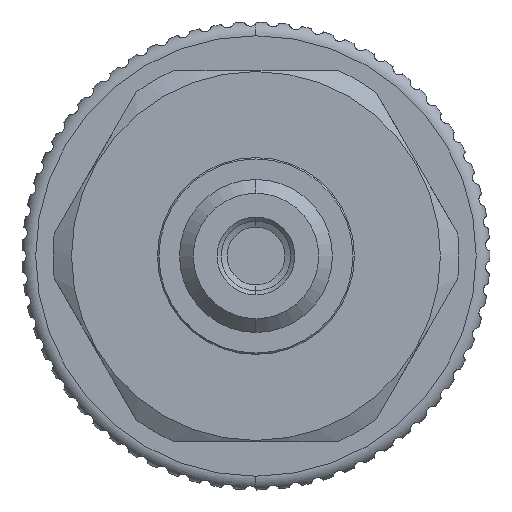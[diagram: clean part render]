
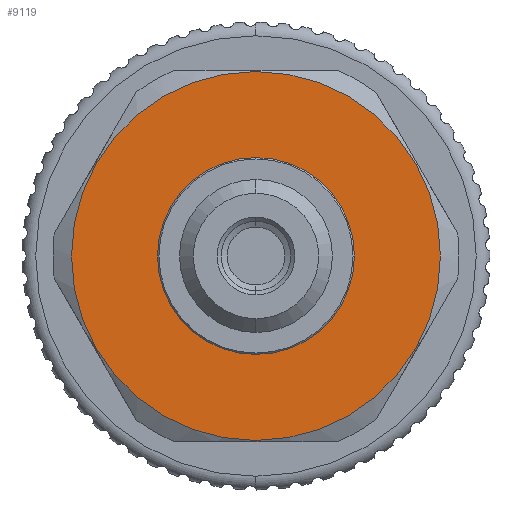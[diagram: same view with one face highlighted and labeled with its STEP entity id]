
A CAD part, front view. The second image highlights one B-rep face of the part: STEP entity #9119.
In plain terms, the highlighted planar face has unit normal (0, -1, 0).
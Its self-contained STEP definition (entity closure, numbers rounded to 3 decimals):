
#234 = CARTESIAN_POINT ( 'NONE',  ( 0., 2.3, 0. ) ) ;
#721 = VERTEX_POINT ( 'NONE', #1204 ) ;
#792 = DIRECTION ( 'NONE',  ( 0., 0., -1. ) ) ;
#803 = ORIENTED_EDGE ( 'NONE', *, *, #15638, .F. ) ;
#1080 = CIRCLE ( 'NONE', #17678, 7.15 ) ;
#1204 = CARTESIAN_POINT ( 'NONE',  ( 0., 2.3, -13.4 ) ) ;
#1565 = CIRCLE ( 'NONE', #3447, 13.4 ) ;
#1805 = DIRECTION ( 'NONE',  ( 0., 0., -1. ) ) ;
#1893 = VERTEX_POINT ( 'NONE', #12472 ) ;
#1991 = CARTESIAN_POINT ( 'NONE',  ( 0., 2.3, 0. ) ) ;
#3322 = FACE_BOUND ( 'NONE', #15509, .T. ) ;
#3447 = AXIS2_PLACEMENT_3D ( 'NONE', #1991, #12657, #3577 ) ;
#3577 = DIRECTION ( 'NONE',  ( 0., 0., -1. ) ) ;
#4060 = DIRECTION ( 'NONE',  ( 0., 0., -1. ) ) ;
#5679 = EDGE_CURVE ( 'NONE', #1893, #721, #1565, .T. ) ;
#5780 = DIRECTION ( 'NONE',  ( 0., -1., 0. ) ) ;
#6137 = AXIS2_PLACEMENT_3D ( 'NONE', #18915, #9962, #792 ) ;
#6418 = ORIENTED_EDGE ( 'NONE', *, *, #14457, .T. ) ;
#6836 = CIRCLE ( 'NONE', #6137, 13.4 ) ;
#7766 = EDGE_CURVE ( 'NONE', #11550, #12817, #8345, .T. ) ;
#8118 = CARTESIAN_POINT ( 'NONE',  ( 0., 2.3, 7.15 ) ) ;
#8345 = CIRCLE ( 'NONE', #17335, 7.15 ) ;
#9119 = ADVANCED_FACE ( 'NONE', ( #14904, #3322 ), #17536, .T. ) ;
#9962 = DIRECTION ( 'NONE',  ( 0., -1., 0. ) ) ;
#10957 = DIRECTION ( 'NONE',  ( 0., -1., 0. ) ) ;
#11550 = VERTEX_POINT ( 'NONE', #8118 ) ;
#12472 = CARTESIAN_POINT ( 'NONE',  ( 0., 2.3, 13.4 ) ) ;
#12657 = DIRECTION ( 'NONE',  ( 0., -1., 0. ) ) ;
#12817 = VERTEX_POINT ( 'NONE', #17083 ) ;
#13116 = DIRECTION ( 'NONE',  ( 0., -1., 0. ) ) ;
#13158 = EDGE_LOOP ( 'NONE', ( #16253, #6418 ) ) ;
#14457 = EDGE_CURVE ( 'NONE', #721, #1893, #6836, .T. ) ;
#14784 = CARTESIAN_POINT ( 'NONE',  ( 0., 2.3, 0. ) ) ;
#14904 = FACE_OUTER_BOUND ( 'NONE', #13158, .T. ) ;
#15509 = EDGE_LOOP ( 'NONE', ( #803, #16010 ) ) ;
#15638 = EDGE_CURVE ( 'NONE', #12817, #11550, #1080, .T. ) ;
#16010 = ORIENTED_EDGE ( 'NONE', *, *, #7766, .F. ) ;
#16246 = DIRECTION ( 'NONE',  ( 0., 0., -1. ) ) ;
#16253 = ORIENTED_EDGE ( 'NONE', *, *, #5679, .T. ) ;
#17083 = CARTESIAN_POINT ( 'NONE',  ( 0., 2.3, -7.15 ) ) ;
#17335 = AXIS2_PLACEMENT_3D ( 'NONE', #234, #10957, #1805 ) ;
#17536 = PLANE ( 'NONE',  #18469 ) ;
#17678 = AXIS2_PLACEMENT_3D ( 'NONE', #14784, #5780, #16246 ) ;
#18469 = AXIS2_PLACEMENT_3D ( 'NONE', #19007, #13116, #4060 ) ;
#18915 = CARTESIAN_POINT ( 'NONE',  ( 0., 2.3, 0. ) ) ;
#19007 = CARTESIAN_POINT ( 'NONE',  ( 13.4, 2.3, 0. ) ) ;
